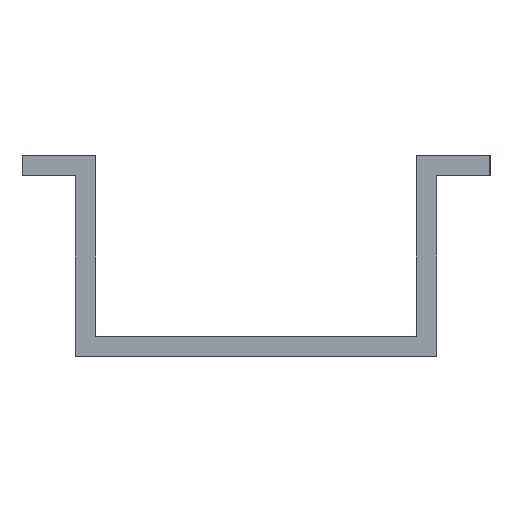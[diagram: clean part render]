
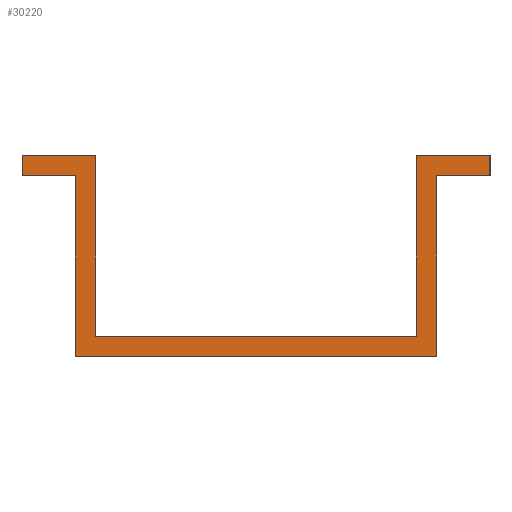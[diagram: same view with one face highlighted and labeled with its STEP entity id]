
A CAD part, left-side view. The second image highlights one B-rep face of the part: STEP entity #30220.
In plain terms, the highlighted face is planar.
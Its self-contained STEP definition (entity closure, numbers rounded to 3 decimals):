
#28860=CARTESIAN_POINT('',(119.531,46.634,473.025));
#28870=DIRECTION('',(1.,0.,0.));
#28880=VECTOR('',#28870,1.);
#28890=LINE('',#28860,#28880);
#28900=CARTESIAN_POINT('',(37.617,46.634,473.025));
#28910=VERTEX_POINT('',#28900);
#28920=CARTESIAN_POINT('',(64.617,46.634,473.025));
#28930=VERTEX_POINT('',#28920);
#28940=EDGE_CURVE('',#28910,#28930,#28890,.T.);
#29280=CARTESIAN_POINT('',(68.125,59.576,
473.025));
#29290=DIRECTION('',(0.,0.,-1.));
#29300=DIRECTION('',(-1.,0.,0.));
#29310=AXIS2_PLACEMENT_3D('',#29280,#29290,#29300);
#29320=PLANE('',#29310);
#29330=CARTESIAN_POINT('',(0.,60.134,473.025));
#29340=DIRECTION('',(-1.,0.,0.));
#29350=VECTOR('',#29340,1.);
#29360=LINE('',#29330,#29350);
#29370=CARTESIAN_POINT('',(37.617,60.134,473.025));
#29380=VERTEX_POINT('',#29370);
#29390=CARTESIAN_POINT('',(33.617,60.134,473.025))
;
#29400=VERTEX_POINT('',#29390);
#29410=EDGE_CURVE('',#29380,#29400,#29360,.T.);
#29420=ORIENTED_EDGE('',*,*,#29410,.F.);
#29430=CARTESIAN_POINT('',(33.617,0.,473.025));
#29440=DIRECTION('',(0.,-1.,0.));
#29450=VECTOR('',#29440,1.);
#29460=LINE('',#29430,#29450);
#29470=CARTESIAN_POINT('',(33.617,61.634,473.025));
#29480=VERTEX_POINT('',#29470);
#29490=EDGE_CURVE('',#29480,#29400,#29460,.T.);
#29500=ORIENTED_EDGE('',*,*,#29490,.T.);
#29510=CARTESIAN_POINT('',(119.531,61.634,473.025));
#29520=DIRECTION('',(-1.,0.,0.));
#29530=VECTOR('',#29520,1.);
#29540=LINE('',#29510,#29530);
#29550=CARTESIAN_POINT('',(39.117,61.634,473.025));
#29560=VERTEX_POINT('',#29550);
#29570=EDGE_CURVE('',#29560,#29480,#29540,.T.);
#29580=ORIENTED_EDGE('',*,*,#29570,.T.);
#29590=CARTESIAN_POINT('',(39.117,33.086,473.025));
#29600=DIRECTION('',(0.,1.,0.));
#29610=VECTOR('',#29600,1.);
#29620=LINE('',#29590,#29610);
#29630=CARTESIAN_POINT('',(39.117,48.134,473.025));
#29640=VERTEX_POINT('',#29630);
#29650=EDGE_CURVE('',#29640,#29560,#29620,.T.);
#29660=ORIENTED_EDGE('',*,*,#29650,.T.);
#29670=CARTESIAN_POINT('',(119.531,48.134,473.025));
#29680=DIRECTION('',(-1.,0.,0.));
#29690=VECTOR('',#29680,1.);
#29700=LINE('',#29670,#29690);
#29710=CARTESIAN_POINT('',(63.117,48.134,473.025));
#29720=VERTEX_POINT('',#29710);
#29730=EDGE_CURVE('',#29720,#29640,#29700,.T.);
#29740=ORIENTED_EDGE('',*,*,#29730,.T.);
#29750=CARTESIAN_POINT('',(63.117,33.086,473.025));
#29760=DIRECTION('',(0.,-1.,0.));
#29770=VECTOR('',#29760,1.);
#29780=LINE('',#29750,#29770);
#29790=CARTESIAN_POINT('',(63.117,61.634,473.025));
#29800=VERTEX_POINT('',#29790);
#29810=EDGE_CURVE('',#29800,#29720,#29780,.T.);
#29820=ORIENTED_EDGE('',*,*,#29810,.T.);
#29830=CARTESIAN_POINT('',(119.531,61.634,473.025));
#29840=DIRECTION('',(-1.,0.,0.));
#29850=VECTOR('',#29840,1.);
#29860=LINE('',#29830,#29850);
#29870=CARTESIAN_POINT('',(68.617,61.634,473.025));
#29880=VERTEX_POINT('',#29870);
#29890=EDGE_CURVE('',#29880,#29800,#29860,.T.);
#29900=ORIENTED_EDGE('',*,*,#29890,.T.);
#29910=CARTESIAN_POINT('',(68.617,0.,473.025));
#29920=DIRECTION('',(0.,1.,0.));
#29930=VECTOR('',#29920,1.);
#29940=LINE('',#29910,#29930);
#29950=CARTESIAN_POINT('',(68.617,60.134,473.025))
;
#29960=VERTEX_POINT('',#29950);
#29970=EDGE_CURVE('',#29960,#29880,#29940,.T.);
#29980=ORIENTED_EDGE('',*,*,#29970,.T.);
#29990=CARTESIAN_POINT('',(0.,60.133,473.025));
#30000=DIRECTION('',(-1.,0.,
0.));
#30010=VECTOR('',#30000,1.);
#30020=LINE('',#29990,#30010);
#30030=CARTESIAN_POINT('',(64.617,60.134,473.025))
;
#30040=VERTEX_POINT('',#30030);
#30050=EDGE_CURVE('',#29960,#30040,#30020,.T.);
#30060=ORIENTED_EDGE('',*,*,#30050,.F.);
#30070=CARTESIAN_POINT('',(64.617,33.086,473.025));
#30080=DIRECTION('',(0.,1.,0.));
#30090=VECTOR('',#30080,1.);
#30100=LINE('',#30070,#30090);
#30110=EDGE_CURVE('',#28930,#30040,#30100,.T.);
#30120=ORIENTED_EDGE('',*,*,#30110,.T.);
#30130=ORIENTED_EDGE('',*,*,#28940,.T.);
#30140=CARTESIAN_POINT('',(37.617,0.,473.025));
#30150=DIRECTION('',(0.,-1.,0.));
#30160=VECTOR('',#30150,1.);
#30170=LINE('',#30140,#30160);
#30180=EDGE_CURVE('',#29380,#28910,#30170,.T.);
#30190=ORIENTED_EDGE('',*,*,#30180,.T.);
#30200=EDGE_LOOP('',(#30190,#30130,#30120,#30060,#29980,#29900,#29820,
#29740,#29660,#29580,#29500,#29420));
#30210=FACE_OUTER_BOUND('',#30200,.T.);
#30220=ADVANCED_FACE('',(#30210),#29320,.F.);
